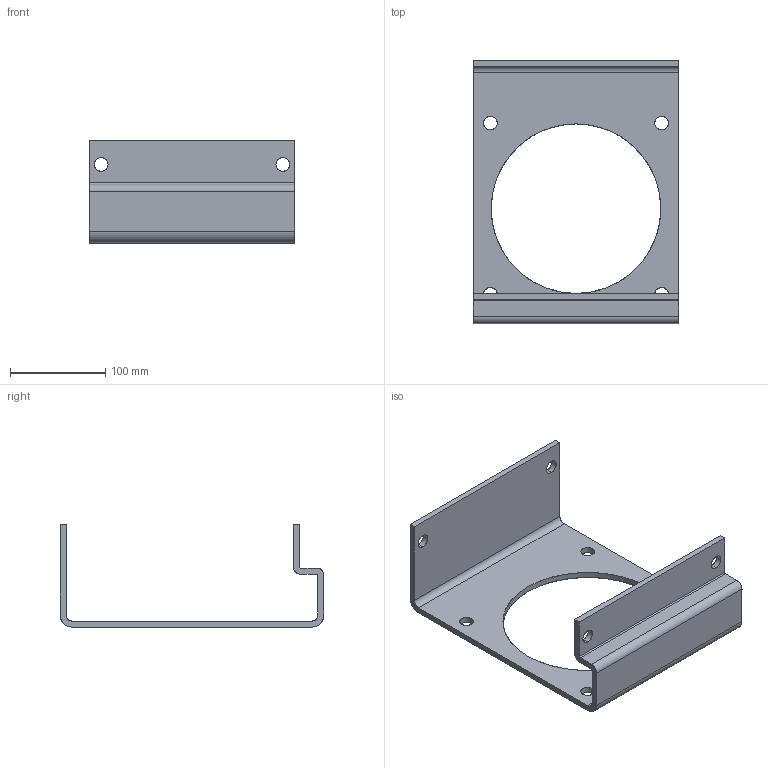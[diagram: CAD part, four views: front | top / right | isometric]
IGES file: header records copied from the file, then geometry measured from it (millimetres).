
Start section: SolidWorks IGES file using analytic representation for surfaces
Global section: file name: 32DEFAU12161417125795.igs; native system: SolidWorks 2010; preprocessor: SolidWorks 2010; author: partstream; date: 091216.141712; units: millimetre
Bounding box: 215.9 x 276.61 x 107.31 mm (x, y, z)
Surface area: 175126 mm2 (no closed solid volume)
Topology: 0 solids, 0 shells, 40 faces, 951 edges, 958 vertices
Faces by surface type: revolution 26, bspline 14
